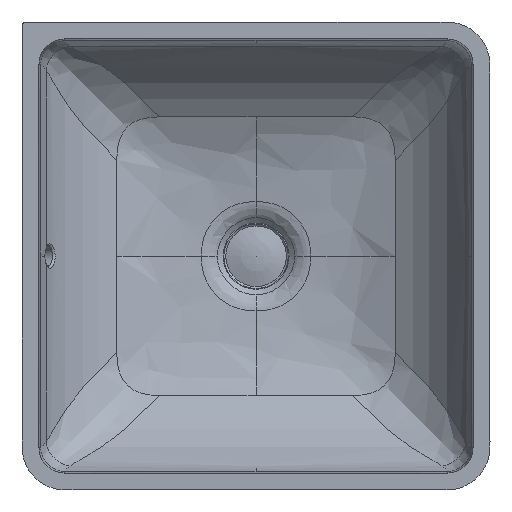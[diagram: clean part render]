
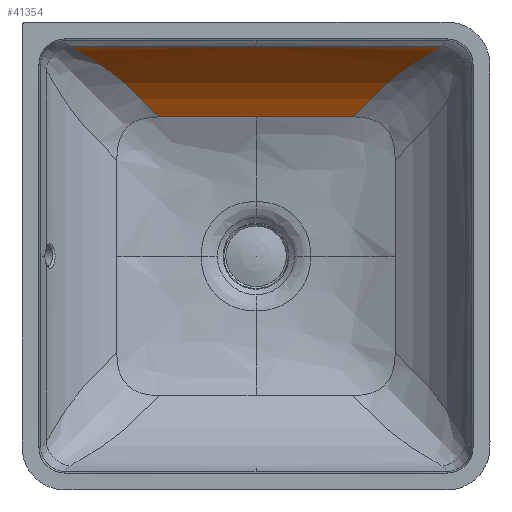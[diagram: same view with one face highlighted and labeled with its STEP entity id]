
A CAD part, top view. The second image highlights one B-rep face of the part: STEP entity #41354.
In plain terms, the highlighted cylindrical face has radius 165 mm (diameter 330 mm), a partial arc.
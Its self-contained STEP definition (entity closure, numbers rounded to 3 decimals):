
#40874=CARTESIAN_POINT('',(-184.367,207.975,-30.87));
#40875=VERTEX_POINT('',#40874);
#40913=CARTESIAN_POINT('',(0.,207.975,-30.87));
#40914=VERTEX_POINT('',#40913);
#40915=CARTESIAN_POINT('',(0.,207.975,-30.87));
#40916=DIRECTION('',(-1.0,0.0,0.0));
#40917=VECTOR('',#40916,184.367);
#40918=LINE('',#40915,#40917);
#40919=EDGE_CURVE('',#40914,#40875,#40918,.T.);
#41236=CARTESIAN_POINT('',(-150.0,55.898,33.142));
#41237=DIRECTION('',(-1.0,0.0,0.0));
#41238=DIRECTION('',(0.0,0.922,-0.388));
#41239=AXIS2_PLACEMENT_3D('',#41236,#41237,#41238);
#41240=CYLINDRICAL_SURFACE('',#41239,165.);
#41241=CARTESIAN_POINT('',(0.,137.967,-110.0));
#41242=VERTEX_POINT('',#41241);
#41243=CARTESIAN_POINT('',(-95.091,137.967,-110.0));
#41244=VERTEX_POINT('',#41243);
#41245=CARTESIAN_POINT('',(0.,137.967,-110.0));
#41246=DIRECTION('',(-1.0,0.0,0.0));
#41247=VECTOR('',#41246,95.091);
#41248=LINE('',#41245,#41247);
#41249=EDGE_CURVE('',#41242,#41244,#41248,.T.);
#41250=ORIENTED_EDGE('',*,*,#41249,.F.);
#41251=CARTESIAN_POINT('',(95.091,137.967,-110.));
#41252=VERTEX_POINT('',#41251);
#41253=CARTESIAN_POINT('',(95.091,137.967,-110.0));
#41254=DIRECTION('',(-1.0,0.0,0.0));
#41255=VECTOR('',#41254,95.091);
#41256=LINE('',#41253,#41255);
#41257=EDGE_CURVE('',#41242,#41252,#41256,.F.);
#41258=ORIENTED_EDGE('',*,*,#41257,.T.);
#41259=CARTESIAN_POINT('',(184.367,207.975,-30.87));
#41260=VERTEX_POINT('',#41259);
#41261=CARTESIAN_POINT('',(184.367,207.975,-30.87));
#41262=CARTESIAN_POINT('',(183.53,207.312,-32.445));
#41263=CARTESIAN_POINT('',(182.601,206.645,-33.973));
#41264=CARTESIAN_POINT('',(181.576,205.981,-35.443));
#41265=CARTESIAN_POINT('',(180.061,205.099,-37.335));
#41266=CARTESIAN_POINT('',(178.425,204.224,-39.141));
#41267=CARTESIAN_POINT('',(178.002,204.001,-39.596));
#41268=CARTESIAN_POINT('',(176.83,203.392,-40.829));
#41269=CARTESIAN_POINT('',(175.638,202.777,-42.041));
#41270=CARTESIAN_POINT('',(174.703,202.284,-42.997));
#41271=CARTESIAN_POINT('',(171.926,200.805,-45.814));
#41272=CARTESIAN_POINT('',(169.16,199.261,-48.59));
#41273=CARTESIAN_POINT('',(167.16,198.098,-50.597));
#41274=CARTESIAN_POINT('',(163.274,195.758,-54.476));
#41275=CARTESIAN_POINT('',(159.395,193.29,-58.268));
#41276=CARTESIAN_POINT('',(157.502,192.059,-60.091));
#41277=CARTESIAN_POINT('',(153.688,189.541,-63.69));
#41278=CARTESIAN_POINT('',(149.846,186.919,-67.185));
#41279=CARTESIAN_POINT('',(147.952,185.604,-68.88));
#41280=CARTESIAN_POINT('',(143.029,182.08,-73.27));
#41281=CARTESIAN_POINT('',(138.194,178.325,-77.559));
#41282=CARTESIAN_POINT('',(135.294,175.939,-80.145));
#41283=CARTESIAN_POINT('',(130.757,171.998,-84.19));
#41284=CARTESIAN_POINT('',(126.285,167.839,-88.105));
#41285=CARTESIAN_POINT('',(124.637,166.273,-89.533));
#41286=CARTESIAN_POINT('',(120.47,162.248,-93.084));
#41287=CARTESIAN_POINT('',(116.281,158.082,-96.469));
#41288=CARTESIAN_POINT('',(113.722,155.523,-98.446));
#41289=CARTESIAN_POINT('',(110.165,151.984,-101.043));
#41290=CARTESIAN_POINT('',(106.512,148.423,-103.482));
#41291=CARTESIAN_POINT('',(105.52,147.462,-104.128));
#41292=CARTESIAN_POINT('',(103.631,145.646,-105.325));
#41293=CARTESIAN_POINT('',(101.713,143.831,-106.48));
#41294=CARTESIAN_POINT('',(100.839,143.011,-106.993));
#41295=CARTESIAN_POINT('',(99.168,141.476,-107.937));
#41296=CARTESIAN_POINT('',(97.452,139.963,-108.84));
#41297=CARTESIAN_POINT('',(96.675,139.292,-109.235));
#41298=CARTESIAN_POINT('',(95.887,138.627,-109.622));
#41299=CARTESIAN_POINT('',(95.091,137.967,-110.0));
#41300=B_SPLINE_CURVE_WITH_KNOTS('',5,(#41261,#41262,#41263,#41264,#41265,#41266,#41267,#41268,#41269,#41270,#41271,#41272,#41273,#41274,#41275,#41276,#41277,#41278,#41279,#41280,#41281,#41282,#41283,#41284,#41285,#41286,#41287,#41288,#41289,#41290,#41291,#41292,#41293,#41294,#41295,#41296,#41297,#41298,#41299),.UNSPECIFIED.,.F.,.U.,(6,3,3,3,3,3,3,3,3,3,3,3,6),(157.672,174.674,180.478,190.566,217.669,243.425,269.275,309.773,333.534,369.873,383.272,395.195,404.845),.UNSPECIFIED.);
#41301=EDGE_CURVE('',#41260,#41252,#41300,.T.);
#41302=ORIENTED_EDGE('',*,*,#41301,.F.);
#41303=CARTESIAN_POINT('',(0.,207.975,-30.87));
#41304=DIRECTION('',(1.0,0.0,0.0));
#41305=VECTOR('',#41304,184.367);
#41306=LINE('',#41303,#41305);
#41307=EDGE_CURVE('',#40914,#41260,#41306,.T.);
#41308=ORIENTED_EDGE('',*,*,#41307,.F.);
#41309=ORIENTED_EDGE('',*,*,#40919,.T.);
#41310=CARTESIAN_POINT('',(-184.367,207.975,-30.87));
#41311=CARTESIAN_POINT('',(-183.53,207.312,-32.445));
#41312=CARTESIAN_POINT('',(-182.601,206.645,-33.973));
#41313=CARTESIAN_POINT('',(-181.576,205.981,-35.443));
#41314=CARTESIAN_POINT('',(-180.061,205.099,-37.335));
#41315=CARTESIAN_POINT('',(-178.425,204.224,-39.141));
#41316=CARTESIAN_POINT('',(-178.002,204.001,-39.596));
#41317=CARTESIAN_POINT('',(-176.83,203.392,-40.829));
#41318=CARTESIAN_POINT('',(-175.638,202.777,-42.041));
#41319=CARTESIAN_POINT('',(-174.703,202.284,-42.997));
#41320=CARTESIAN_POINT('',(-171.926,200.805,-45.814));
#41321=CARTESIAN_POINT('',(-169.16,199.261,-48.59));
#41322=CARTESIAN_POINT('',(-167.16,198.098,-50.597));
#41323=CARTESIAN_POINT('',(-163.274,195.758,-54.476));
#41324=CARTESIAN_POINT('',(-159.395,193.29,-58.268));
#41325=CARTESIAN_POINT('',(-157.502,192.059,-60.091));
#41326=CARTESIAN_POINT('',(-153.688,189.541,-63.69));
#41327=CARTESIAN_POINT('',(-149.846,186.919,-67.185));
#41328=CARTESIAN_POINT('',(-147.952,185.604,-68.88));
#41329=CARTESIAN_POINT('',(-143.029,182.08,-73.27));
#41330=CARTESIAN_POINT('',(-138.194,178.325,-77.559));
#41331=CARTESIAN_POINT('',(-135.294,175.939,-80.145));
#41332=CARTESIAN_POINT('',(-130.757,171.998,-84.19));
#41333=CARTESIAN_POINT('',(-126.285,167.839,-88.105));
#41334=CARTESIAN_POINT('',(-124.637,166.273,-89.533));
#41335=CARTESIAN_POINT('',(-120.47,162.248,-93.084));
#41336=CARTESIAN_POINT('',(-116.281,158.082,-96.469));
#41337=CARTESIAN_POINT('',(-113.722,155.523,-98.446));
#41338=CARTESIAN_POINT('',(-110.165,151.984,-101.043));
#41339=CARTESIAN_POINT('',(-106.512,148.423,-103.482));
#41340=CARTESIAN_POINT('',(-105.52,147.462,-104.128));
#41341=CARTESIAN_POINT('',(-103.631,145.646,-105.325));
#41342=CARTESIAN_POINT('',(-101.713,143.831,-106.48));
#41343=CARTESIAN_POINT('',(-100.839,143.011,-106.993));
#41344=CARTESIAN_POINT('',(-99.168,141.476,-107.937));
#41345=CARTESIAN_POINT('',(-97.452,139.963,-108.84));
#41346=CARTESIAN_POINT('',(-96.675,139.292,-109.235));
#41347=CARTESIAN_POINT('',(-95.887,138.627,-109.622));
#41348=CARTESIAN_POINT('',(-95.091,137.967,-110.));
#41349=B_SPLINE_CURVE_WITH_KNOTS('',5,(#41310,#41311,#41312,#41313,#41314,#41315,#41316,#41317,#41318,#41319,#41320,#41321,#41322,#41323,#41324,#41325,#41326,#41327,#41328,#41329,#41330,#41331,#41332,#41333,#41334,#41335,#41336,#41337,#41338,#41339,#41340,#41341,#41342,#41343,#41344,#41345,#41346,#41347,#41348),.UNSPECIFIED.,.F.,.U.,(6,3,3,3,3,3,3,3,3,3,3,3,6),(157.672,174.674,180.478,190.566,217.669,243.425,269.275,309.773,333.534,369.873,383.272,395.195,404.845),.UNSPECIFIED.);
#41350=EDGE_CURVE('',#40875,#41244,#41349,.T.);
#41351=ORIENTED_EDGE('',*,*,#41350,.T.);
#41352=EDGE_LOOP('',(#41250,#41258,#41302,#41308,#41309,#41351));
#41353=FACE_OUTER_BOUND('',#41352,.T.);
#41354=ADVANCED_FACE('',(#41353),#41240,.F.);
